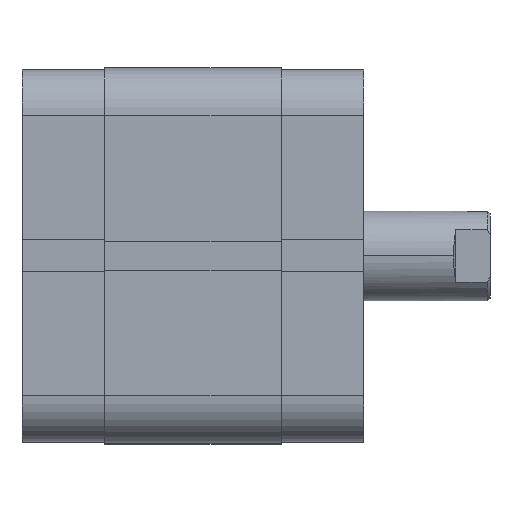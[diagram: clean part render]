
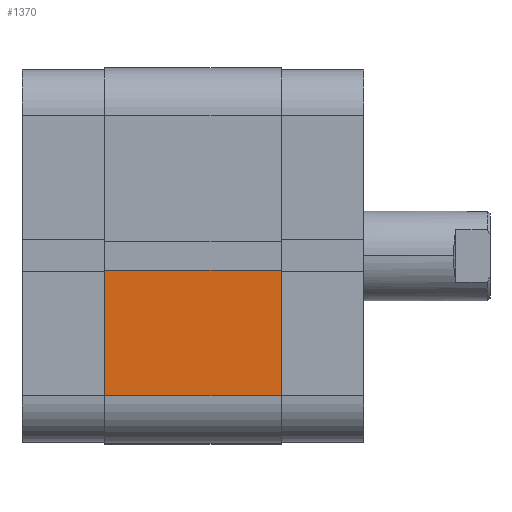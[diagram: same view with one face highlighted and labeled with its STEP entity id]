
A CAD part, top view. The second image highlights one B-rep face of the part: STEP entity #1370.
In plain terms, the highlighted face is planar.
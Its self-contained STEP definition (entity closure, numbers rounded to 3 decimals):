
#192 = VERTEX_POINT ( 'NONE', #823 ) ;
#204 = VERTEX_POINT ( 'NONE', #841 ) ;
#218 = VERTEX_POINT ( 'NONE', #867 ) ;
#247 = VERTEX_POINT ( 'NONE', #791 ) ;
#791 = CARTESIAN_POINT ( 'NONE',  ( 33.5, -2.6, 31.5 ) ) ;
#823 = CARTESIAN_POINT ( 'NONE',  ( 33.5, -2.6, 0. ) ) ;
#841 = CARTESIAN_POINT ( 'NONE',  ( 33.5, -25., 31.5 ) ) ;
#867 = CARTESIAN_POINT ( 'NONE',  ( 33.5, -25., 0. ) ) ;
#1370 = ADVANCED_FACE ( 'NONE', ( #2613 ), #3648, .T. ) ;
#1752 = EDGE_CURVE ( 'NONE', #247, #204, #3294, .T. ) ;
#1760 = EDGE_CURVE ( 'NONE', #204, #218, #3318, .T. ) ;
#1763 = EDGE_CURVE ( 'NONE', #247, #192, #3323, .T. ) ;
#1764 = EDGE_CURVE ( 'NONE', #192, #218, #3321, .T. ) ;
#1906 = AXIS2_PLACEMENT_3D ( 'NONE', #3647, #3650, #3651 ) ;
#2613 = FACE_OUTER_BOUND ( 'NONE', #6444, .T. ) ;
#3294 = LINE ( 'NONE', #4813, #3302 ) ;
#3302 = VECTOR ( 'NONE', #4816, 1000. ) ;
#3318 = LINE ( 'NONE', #4832, #3319 ) ;
#3319 = VECTOR ( 'NONE', #4833, 1000. ) ;
#3321 = LINE ( 'NONE', #4823, #3325 ) ;
#3323 = LINE ( 'NONE', #4838, #3324 ) ;
#3324 = VECTOR ( 'NONE', #4839, 1000. ) ;
#3325 = VECTOR ( 'NONE', #4841, 1000. ) ;
#3647 = CARTESIAN_POINT ( 'NONE',  ( 33.5, -73.841, 31.5 ) ) ;
#3648 = PLANE ( 'NONE',  #1906 ) ;
#3650 = DIRECTION ( 'NONE',  ( 1., 0., 0. ) ) ;
#3651 = DIRECTION ( 'NONE',  ( 0., 1., 0. ) ) ;
#4813 = CARTESIAN_POINT ( 'NONE',  ( 33.5, -73.841, 31.5 ) ) ;
#4816 = DIRECTION ( 'NONE',  ( 0., -1., 0. ) ) ;
#4823 = CARTESIAN_POINT ( 'NONE',  ( 33.5, -73.841, 0. ) ) ;
#4832 = CARTESIAN_POINT ( 'NONE',  ( 33.5, -25., 31.5 ) ) ;
#4833 = DIRECTION ( 'NONE',  ( 0., 0., -1. ) ) ;
#4838 = CARTESIAN_POINT ( 'NONE',  ( 33.5, -2.6, 31.5 ) ) ;
#4839 = DIRECTION ( 'NONE',  ( 0., 0., -1. ) ) ;
#4841 = DIRECTION ( 'NONE',  ( 0., -1., 0. ) ) ;
#6153 = ORIENTED_EDGE ( 'NONE', *, *, #1760, .T. ) ;
#6155 = ORIENTED_EDGE ( 'NONE', *, *, #1752, .T. ) ;
#6156 = ORIENTED_EDGE ( 'NONE', *, *, #1763, .F. ) ;
#6157 = ORIENTED_EDGE ( 'NONE', *, *, #1764, .F. ) ;
#6444 = EDGE_LOOP ( 'NONE', ( #6157, #6156, #6155, #6153 ) ) ;
